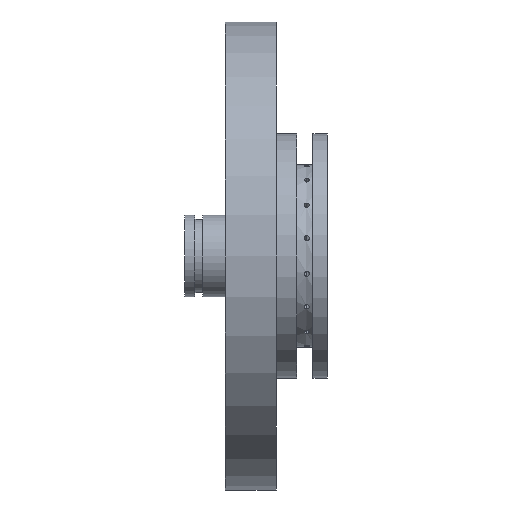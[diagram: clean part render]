
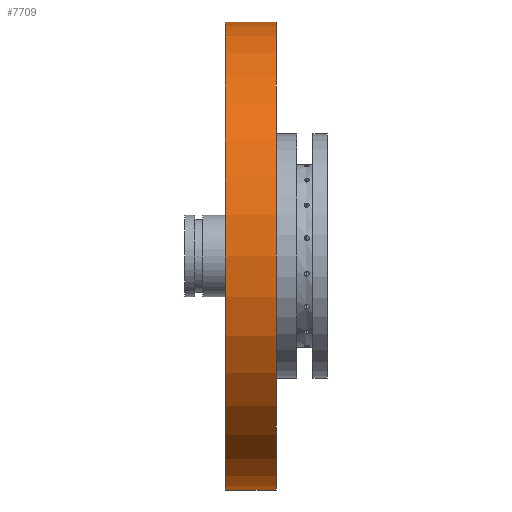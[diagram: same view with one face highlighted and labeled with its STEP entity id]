
A CAD part, left-side view. The second image highlights one B-rep face of the part: STEP entity #7709.
In plain terms, the highlighted cylindrical face has radius 73.025 mm (diameter 146.05 mm), a partial arc.
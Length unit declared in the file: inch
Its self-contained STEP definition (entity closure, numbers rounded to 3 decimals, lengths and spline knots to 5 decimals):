
#738 = VECTOR ( 'NONE', #8846, 39.37008 ) ;
#989 = LINE ( 'NONE', #1639, #738 ) ;
#1095 = DIRECTION ( 'NONE',  ( 0., 1., 0. ) ) ;
#1096 = AXIS2_PLACEMENT_3D ( 'NONE', #8416, #3400, #6264 ) ;
#1506 = AXIS2_PLACEMENT_3D ( 'NONE', #6899, #1095, #5446 ) ;
#1639 = CARTESIAN_POINT ( 'NONE',  ( 0., 0.625, 2.875 ) ) ;
#1922 = VECTOR ( 'NONE', #5082, 39.37008 ) ;
#2235 = CARTESIAN_POINT ( 'NONE',  ( 0., 1.25, 2.875 ) ) ;
#2395 = CIRCLE ( 'NONE', #7938, 2.875 ) ;
#2473 = CARTESIAN_POINT ( 'NONE',  ( 0., 0.625, -2.875 ) ) ;
#2632 = CYLINDRICAL_SURFACE ( 'NONE', #1506, 2.875 ) ;
#2969 = CARTESIAN_POINT ( 'NONE',  ( 0., 0.625, 2.875 ) ) ;
#2972 = LINE ( 'NONE', #4422, #1922 ) ;
#3110 = CARTESIAN_POINT ( 'NONE',  ( 0., 1.25, -2.875 ) ) ;
#3385 = FACE_OUTER_BOUND ( 'NONE', #8322, .T. ) ;
#3400 = DIRECTION ( 'NONE',  ( 0., -1., 0. ) ) ;
#3430 = VERTEX_POINT ( 'NONE', #2969 ) ;
#3760 = VERTEX_POINT ( 'NONE', #2473 ) ;
#4006 = VERTEX_POINT ( 'NONE', #2235 ) ;
#4422 = CARTESIAN_POINT ( 'NONE',  ( 0., 0.625, -2.875 ) ) ;
#5082 = DIRECTION ( 'NONE',  ( 0., 1., 0. ) ) ;
#5168 = EDGE_CURVE ( 'NONE', #4006, #8847, #6937, .T. ) ;
#5446 = DIRECTION ( 'NONE',  ( 0., 0., 1. ) ) ;
#6264 = DIRECTION ( 'NONE',  ( 0., 0., 1. ) ) ;
#6368 = CARTESIAN_POINT ( 'NONE',  ( 0., 0.625, 0. ) ) ;
#6899 = CARTESIAN_POINT ( 'NONE',  ( 0., 0.625, 0. ) ) ;
#6937 = CIRCLE ( 'NONE', #1096, 2.875 ) ;
#7231 = ORIENTED_EDGE ( 'NONE', *, *, #8954, .T. ) ;
#7709 = ADVANCED_FACE ( 'NONE', ( #3385 ), #2632, .T. ) ;
#7770 = ORIENTED_EDGE ( 'NONE', *, *, #5168, .T. ) ;
#7938 = AXIS2_PLACEMENT_3D ( 'NONE', #6368, #9071, #8517 ) ;
#8040 = EDGE_CURVE ( 'NONE', #3760, #3430, #2395, .T. ) ;
#8161 = ORIENTED_EDGE ( 'NONE', *, *, #8040, .T. ) ;
#8322 = EDGE_LOOP ( 'NONE', ( #9132, #8161, #7231, #7770 ) ) ;
#8416 = CARTESIAN_POINT ( 'NONE',  ( 0., 1.25, 0. ) ) ;
#8517 = DIRECTION ( 'NONE',  ( 0., 0., 1. ) ) ;
#8732 = EDGE_CURVE ( 'NONE', #3760, #8847, #2972, .T. ) ;
#8846 = DIRECTION ( 'NONE',  ( 0., 1., 0. ) ) ;
#8847 = VERTEX_POINT ( 'NONE', #3110 ) ;
#8954 = EDGE_CURVE ( 'NONE', #3430, #4006, #989, .T. ) ;
#9071 = DIRECTION ( 'NONE',  ( 0., 1., 0. ) ) ;
#9132 = ORIENTED_EDGE ( 'NONE', *, *, #8732, .F. ) ;
